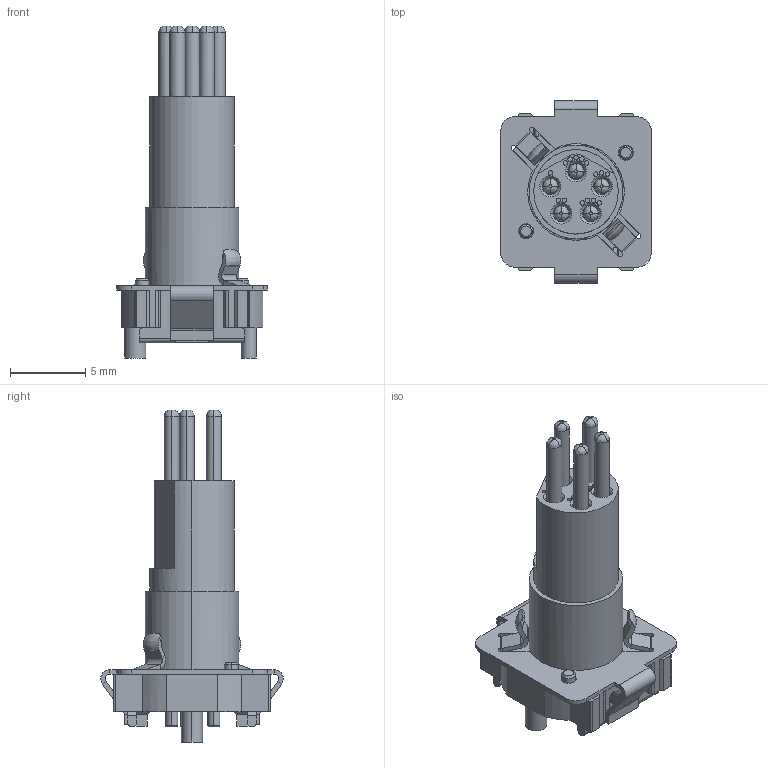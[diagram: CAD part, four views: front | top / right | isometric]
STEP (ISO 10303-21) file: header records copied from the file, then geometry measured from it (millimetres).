
FILE_DESCRIPTION(('CATIA V5R24 STEP','CAx-IF Rec.Pracs.--- Model Styling and Organization---1.2---2011-12-15'),'2;1');
FILE_NAME ('D1461780_0_2422050000_2422050000.stp','2017-04-21T08:11:35+00:00',('none'),('Weidmueller'),'CATIA Version 5-6 Release 2014 SP4 HF52','CATIA V5 STEP AP214','none');
FILE_SCHEMA(('AUTOMOTIVE_DESIGN { 1 0 10303 214 1 1 1 1 }'));
Length unit declared in the file: millimetre
Products named in the file (1): v5-standard_part
Bounding box: 10 x 12.1 x 22 mm (x, y, z)
Volume: 586.4 mm3; surface area: 844 mm2
Topology: 1 solids, 3 shells, 483 faces, 1242 edges, 784 vertices
Faces by surface type: plane 228, cylinder 193, bspline 38, cone 14, torus 10
Entity records: 16793 total; most frequent: CARTESIAN_POINT 5271, ORIENTED_EDGE 2476, DIRECTION 1875, EDGE_CURVE 1238, VERTEX_POINT 784, AXIS2_PLACEMENT_3D 762, VECTOR 666, LINE 666
